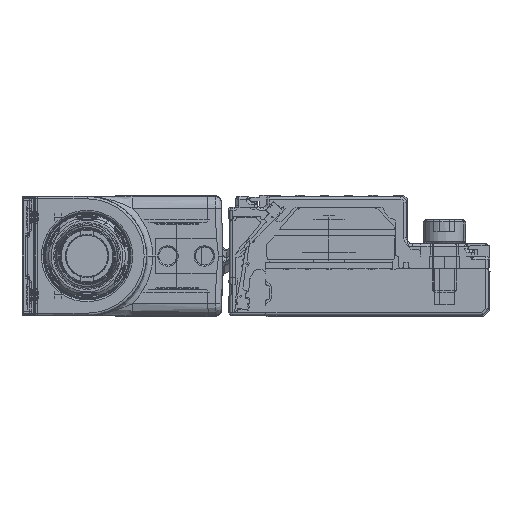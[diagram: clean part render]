
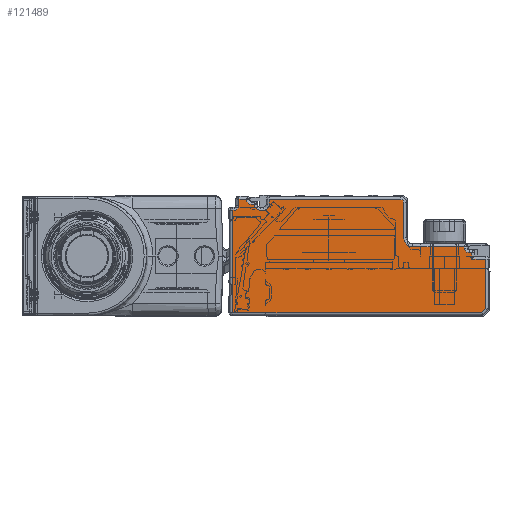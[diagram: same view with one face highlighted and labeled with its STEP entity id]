
A CAD part, left-side view. The second image highlights one B-rep face of the part: STEP entity #121489.
In plain terms, the highlighted planar face has unit normal (-1, 0, 0).
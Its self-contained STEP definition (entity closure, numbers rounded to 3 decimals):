
#121207=AXIS2_PLACEMENT_3D('Circle Axis2P3D',#121205,#121206,$) ;
#121346=AXIS2_PLACEMENT_3D('Plane Axis2P3D',#121343,#121344,#121345) ;
#121369=AXIS2_PLACEMENT_3D('Circle Axis2P3D',#121367,#121368,$) ;
#121383=AXIS2_PLACEMENT_3D('Circle Axis2P3D',#121381,#121382,$) ;
#121404=AXIS2_PLACEMENT_3D('Circle Axis2P3D',#121402,#121403,$) ;
#121418=AXIS2_PLACEMENT_3D('Circle Axis2P3D',#121416,#121417,$) ;
#121432=AXIS2_PLACEMENT_3D('Circle Axis2P3D',#121430,#121431,$) ;
#121453=AXIS2_PLACEMENT_3D('Circle Axis2P3D',#121451,#121452,$) ;
#118096=CARTESIAN_POINT('Vertex',(-1678.,42.3,-7.3)) ;
#118099=CARTESIAN_POINT('Line Origine',(-1678.,42.3,2.)) ;
#118103=CARTESIAN_POINT('Vertex',(-1678.,42.3,9.5)) ;
#118427=CARTESIAN_POINT('Vertex',(-1678.,1.407,-7.3)) ;
#118430=CARTESIAN_POINT('Line Origine',(-1678.,23.168,-7.3)) ;
#118467=CARTESIAN_POINT('Vertex',(-1678.,0.7,-6.593)) ;
#118470=CARTESIAN_POINT('Line Origine',(-1678.,-1.246,-4.646)) ;
#118507=CARTESIAN_POINT('Vertex',(-1678.,0.7,1.5)) ;
#118510=CARTESIAN_POINT('Line Origine',(-1678.,0.7,2.)) ;
#121122=CARTESIAN_POINT('Vertex',(-1678.,3.,2.5)) ;
#121178=CARTESIAN_POINT('Vertex',(-1678.,3.4,2.5)) ;
#121181=CARTESIAN_POINT('Line Origine',(-1678.,21.5,2.5)) ;
#121202=CARTESIAN_POINT('Vertex',(-1678.,4.2,3.3)) ;
#121205=CARTESIAN_POINT('Axis2P3D Location',(-1678.,3.4,3.3)) ;
#121328=CARTESIAN_POINT('Vertex',(-1678.,3.,1.5)) ;
#121331=CARTESIAN_POINT('Line Origine',(-1678.,21.5,1.5)) ;
#121343=CARTESIAN_POINT('Axis2P3D Location',(-1678.,0.2,-7.8)) ;
#121348=CARTESIAN_POINT('Line Origine',(-1678.,3.,2.)) ;
#121353=CARTESIAN_POINT('Line Origine',(-1678.,4.2,3.4)) ;
#121357=CARTESIAN_POINT('Vertex',(-1678.,4.2,3.5)) ;
#121360=CARTESIAN_POINT('Line Origine',(-1678.,8.45,3.5)) ;
#121364=CARTESIAN_POINT('Vertex',(-1678.,12.7,3.5)) ;
#121367=CARTESIAN_POINT('Axis2P3D Location',(-1678.,12.7,5.)) ;
#121371=CARTESIAN_POINT('Vertex',(-1678.,14.2,5.)) ;
#121374=CARTESIAN_POINT('Line Origine',(-1678.,14.2,7.9)) ;
#121378=CARTESIAN_POINT('Vertex',(-1678.,14.2,10.8)) ;
#121381=CARTESIAN_POINT('Axis2P3D Location',(-1678.,14.7,10.8)) ;
#121385=CARTESIAN_POINT('Vertex',(-1678.,14.7,11.3)) ;
#121388=CARTESIAN_POINT('Line Origine',(-1678.,25.5,11.3)) ;
#121392=CARTESIAN_POINT('Vertex',(-1678.,36.3,11.3)) ;
#121395=CARTESIAN_POINT('Line Origine',(-1678.,36.3,10.9)) ;
#121399=CARTESIAN_POINT('Vertex',(-1678.,36.3,10.5)) ;
#121402=CARTESIAN_POINT('Axis2P3D Location',(-1678.,37.3,10.5)) ;
#121406=CARTESIAN_POINT('Vertex',(-1678.,37.3,9.5)) ;
#121409=CARTESIAN_POINT('Line Origine',(-1678.,37.55,9.5)) ;
#121413=CARTESIAN_POINT('Vertex',(-1678.,37.8,9.5)) ;
#121416=CARTESIAN_POINT('Axis2P3D Location',(-1678.,37.8,10.5)) ;
#121420=CARTESIAN_POINT('Vertex',(-1678.,38.8,10.5)) ;
#121423=CARTESIAN_POINT('Line Origine',(-1678.,39.05,10.5)) ;
#121427=CARTESIAN_POINT('Vertex',(-1678.,39.3,10.5)) ;
#121430=CARTESIAN_POINT('Axis2P3D Location',(-1678.,39.3,11.3)) ;
#121434=CARTESIAN_POINT('Vertex',(-1678.,40.1,11.3)) ;
#121437=CARTESIAN_POINT('Line Origine',(-1678.,40.7,11.3)) ;
#121441=CARTESIAN_POINT('Vertex',(-1678.,41.3,11.3)) ;
#121444=CARTESIAN_POINT('Line Origine',(-1678.,41.3,10.8)) ;
#121448=CARTESIAN_POINT('Vertex',(-1678.,41.3,10.3)) ;
#121451=CARTESIAN_POINT('Axis2P3D Location',(-1678.,42.1,10.3)) ;
#121455=CARTESIAN_POINT('Vertex',(-1678.,42.1,9.5)) ;
#121458=CARTESIAN_POINT('Line Origine',(-1678.,42.2,9.5)) ;
#118100=DIRECTION('Vector Direction',(0.,0.,1.)) ;
#118431=DIRECTION('Vector Direction',(0.,1.,0.)) ;
#118471=DIRECTION('Vector Direction',(0.,0.707,-0.707)) ;
#118511=DIRECTION('Vector Direction',(0.,0.,-1.)) ;
#121182=DIRECTION('Vector Direction',(0.,-1.,0.)) ;
#121206=DIRECTION('Axis2P3D Direction',(1.,0.,0.)) ;
#121332=DIRECTION('Vector Direction',(0.,-1.,0.)) ;
#121344=DIRECTION('Axis2P3D Direction',(-1.,0.,0.)) ;
#121345=DIRECTION('Axis2P3D XDirection',(0.,0.,1.)) ;
#121349=DIRECTION('Vector Direction',(0.,0.,1.)) ;
#121354=DIRECTION('Vector Direction',(0.,0.,-1.)) ;
#121361=DIRECTION('Vector Direction',(0.,1.,0.)) ;
#121368=DIRECTION('Axis2P3D Direction',(-1.,0.,0.)) ;
#121375=DIRECTION('Vector Direction',(0.,0.,1.)) ;
#121382=DIRECTION('Axis2P3D Direction',(-1.,0.,0.)) ;
#121389=DIRECTION('Vector Direction',(0.,1.,0.)) ;
#121396=DIRECTION('Vector Direction',(0.,0.,-1.)) ;
#121403=DIRECTION('Axis2P3D Direction',(-1.,0.,0.)) ;
#121410=DIRECTION('Vector Direction',(0.,1.,0.)) ;
#121417=DIRECTION('Axis2P3D Direction',(-1.,0.,0.)) ;
#121424=DIRECTION('Vector Direction',(0.,-1.,0.)) ;
#121431=DIRECTION('Axis2P3D Direction',(-1.,0.,0.)) ;
#121438=DIRECTION('Vector Direction',(0.,1.,0.)) ;
#121445=DIRECTION('Vector Direction',(0.,0.,-1.)) ;
#121452=DIRECTION('Axis2P3D Direction',(-1.,0.,0.)) ;
#121459=DIRECTION('Vector Direction',(0.,1.,0.)) ;
#118101=VECTOR('Line Direction',#118100,1.) ;
#118432=VECTOR('Line Direction',#118431,1.) ;
#118472=VECTOR('Line Direction',#118471,1.) ;
#118512=VECTOR('Line Direction',#118511,1.) ;
#121183=VECTOR('Line Direction',#121182,1.) ;
#121333=VECTOR('Line Direction',#121332,1.) ;
#121350=VECTOR('Line Direction',#121349,1.) ;
#121355=VECTOR('Line Direction',#121354,1.) ;
#121362=VECTOR('Line Direction',#121361,1.) ;
#121376=VECTOR('Line Direction',#121375,1.) ;
#121390=VECTOR('Line Direction',#121389,1.) ;
#121397=VECTOR('Line Direction',#121396,1.) ;
#121411=VECTOR('Line Direction',#121410,1.) ;
#121425=VECTOR('Line Direction',#121424,1.) ;
#121439=VECTOR('Line Direction',#121438,1.) ;
#121446=VECTOR('Line Direction',#121445,1.) ;
#121460=VECTOR('Line Direction',#121459,1.) ;
#121464=ORIENTED_EDGE('',*,*,#121352,.T.) ;
#121465=ORIENTED_EDGE('',*,*,#121185,.T.) ;
#121466=ORIENTED_EDGE('',*,*,#121209,.T.) ;
#121467=ORIENTED_EDGE('',*,*,#121359,.T.) ;
#121468=ORIENTED_EDGE('',*,*,#121366,.T.) ;
#121469=ORIENTED_EDGE('',*,*,#121373,.T.) ;
#121470=ORIENTED_EDGE('',*,*,#121380,.T.) ;
#121471=ORIENTED_EDGE('',*,*,#121387,.T.) ;
#121472=ORIENTED_EDGE('',*,*,#121394,.T.) ;
#121473=ORIENTED_EDGE('',*,*,#121401,.T.) ;
#121474=ORIENTED_EDGE('',*,*,#121408,.T.) ;
#121475=ORIENTED_EDGE('',*,*,#121415,.T.) ;
#121476=ORIENTED_EDGE('',*,*,#121422,.T.) ;
#121477=ORIENTED_EDGE('',*,*,#121429,.T.) ;
#121478=ORIENTED_EDGE('',*,*,#121436,.T.) ;
#121479=ORIENTED_EDGE('',*,*,#121443,.T.) ;
#121480=ORIENTED_EDGE('',*,*,#121450,.T.) ;
#121481=ORIENTED_EDGE('',*,*,#121457,.T.) ;
#121482=ORIENTED_EDGE('',*,*,#121462,.T.) ;
#121483=ORIENTED_EDGE('',*,*,#118105,.T.) ;
#121484=ORIENTED_EDGE('',*,*,#118434,.T.) ;
#121485=ORIENTED_EDGE('',*,*,#118474,.T.) ;
#121486=ORIENTED_EDGE('',*,*,#118514,.T.) ;
#121487=ORIENTED_EDGE('',*,*,#121335,.T.) ;
#121489=ADVANCED_FACE('\X2\FF8AFF9FFF70FF82\X0\ \X2\FF8EFF9EFF83FF9EFF68FF70\X0\',(#121488),#121347,.T.) ;
#121208=CIRCLE('generated circle',#121207,0.8) ;
#121370=CIRCLE('generated circle',#121369,1.5) ;
#121384=CIRCLE('generated circle',#121383,0.5) ;
#121405=CIRCLE('generated circle',#121404,1.) ;
#121419=CIRCLE('generated circle',#121418,1.) ;
#121433=CIRCLE('generated circle',#121432,0.8) ;
#121454=CIRCLE('generated circle',#121453,0.8) ;
#118105=EDGE_CURVE('',#118104,#118097,#118102,.F.) ;
#118434=EDGE_CURVE('',#118097,#118428,#118433,.F.) ;
#118474=EDGE_CURVE('',#118428,#118468,#118473,.F.) ;
#118514=EDGE_CURVE('',#118468,#118508,#118513,.F.) ;
#121185=EDGE_CURVE('',#121123,#121179,#121184,.F.) ;
#121209=EDGE_CURVE('',#121179,#121203,#121208,.T.) ;
#121335=EDGE_CURVE('',#118508,#121329,#121334,.F.) ;
#121352=EDGE_CURVE('',#121329,#121123,#121351,.T.) ;
#121359=EDGE_CURVE('',#121203,#121358,#121356,.F.) ;
#121366=EDGE_CURVE('',#121358,#121365,#121363,.T.) ;
#121373=EDGE_CURVE('',#121365,#121372,#121370,.F.) ;
#121380=EDGE_CURVE('',#121372,#121379,#121377,.T.) ;
#121387=EDGE_CURVE('',#121379,#121386,#121384,.T.) ;
#121394=EDGE_CURVE('',#121386,#121393,#121391,.T.) ;
#121401=EDGE_CURVE('',#121393,#121400,#121398,.T.) ;
#121408=EDGE_CURVE('',#121400,#121407,#121405,.F.) ;
#121415=EDGE_CURVE('',#121407,#121414,#121412,.T.) ;
#121422=EDGE_CURVE('',#121414,#121421,#121419,.F.) ;
#121429=EDGE_CURVE('',#121421,#121428,#121426,.F.) ;
#121436=EDGE_CURVE('',#121428,#121435,#121433,.F.) ;
#121443=EDGE_CURVE('',#121435,#121442,#121440,.T.) ;
#121450=EDGE_CURVE('',#121442,#121449,#121447,.T.) ;
#121457=EDGE_CURVE('',#121449,#121456,#121454,.F.) ;
#121462=EDGE_CURVE('',#121456,#118104,#121461,.T.) ;
#121463=EDGE_LOOP('',(#121464,#121465,#121466,#121467,#121468,#121469,#121470,#121471,#121472,#121473,#121474,#121475,#121476,#121477,#121478,#121479,#121480,#121481,#121482,#121483,#121484,#121485,#121486,#121487)) ;
#121488=FACE_OUTER_BOUND('',#121463,.T.) ;
#118102=LINE('Line',#118099,#118101) ;
#118433=LINE('Line',#118430,#118432) ;
#118473=LINE('Line',#118470,#118472) ;
#118513=LINE('Line',#118510,#118512) ;
#121184=LINE('Line',#121181,#121183) ;
#121334=LINE('Line',#121331,#121333) ;
#121351=LINE('Line',#121348,#121350) ;
#121356=LINE('Line',#121353,#121355) ;
#121363=LINE('Line',#121360,#121362) ;
#121377=LINE('Line',#121374,#121376) ;
#121391=LINE('Line',#121388,#121390) ;
#121398=LINE('Line',#121395,#121397) ;
#121412=LINE('Line',#121409,#121411) ;
#121426=LINE('Line',#121423,#121425) ;
#121440=LINE('Line',#121437,#121439) ;
#121447=LINE('Line',#121444,#121446) ;
#121461=LINE('Line',#121458,#121460) ;
#121347=PLANE('',#121346) ;
#118097=VERTEX_POINT('',#118096) ;
#118104=VERTEX_POINT('',#118103) ;
#118428=VERTEX_POINT('',#118427) ;
#118468=VERTEX_POINT('',#118467) ;
#118508=VERTEX_POINT('',#118507) ;
#121123=VERTEX_POINT('',#121122) ;
#121179=VERTEX_POINT('',#121178) ;
#121203=VERTEX_POINT('',#121202) ;
#121329=VERTEX_POINT('',#121328) ;
#121358=VERTEX_POINT('',#121357) ;
#121365=VERTEX_POINT('',#121364) ;
#121372=VERTEX_POINT('',#121371) ;
#121379=VERTEX_POINT('',#121378) ;
#121386=VERTEX_POINT('',#121385) ;
#121393=VERTEX_POINT('',#121392) ;
#121400=VERTEX_POINT('',#121399) ;
#121407=VERTEX_POINT('',#121406) ;
#121414=VERTEX_POINT('',#121413) ;
#121421=VERTEX_POINT('',#121420) ;
#121428=VERTEX_POINT('',#121427) ;
#121435=VERTEX_POINT('',#121434) ;
#121442=VERTEX_POINT('',#121441) ;
#121449=VERTEX_POINT('',#121448) ;
#121456=VERTEX_POINT('',#121455) ;
